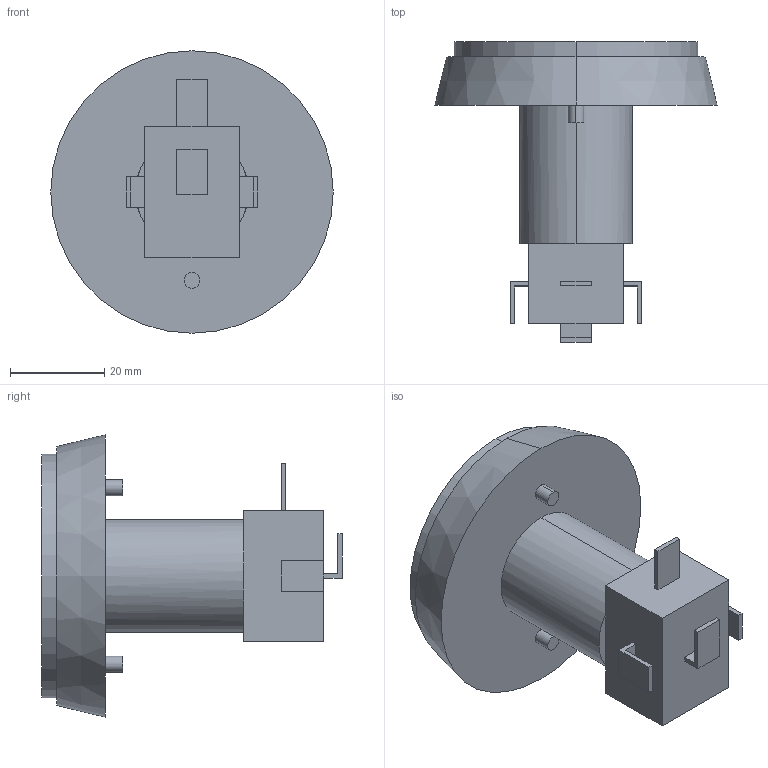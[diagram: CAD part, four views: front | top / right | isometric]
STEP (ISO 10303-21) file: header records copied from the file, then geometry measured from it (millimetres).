
FILE_DESCRIPTION (( 'STEP AP203' ), '1' );
FILE_NAME ('1-1 60mm Button.STEP', '2019-12-29T12:27:45', ( '' ), ( '' ), 'SwSTEP 2.0', 'SolidWorks 2018', '' );
FILE_SCHEMA (( 'CONFIG_CONTROL_DESIGN' ));
Length unit declared in the file: millimetre
Products named in the file (1): 1-1 60mm Button
Bounding box: 60 x 63.9 x 60 mm (x, y, z)
Volume: 56643.6 mm3; surface area: 12548.3 mm2
Topology: 1 solids, 1 shells, 50 faces, 116 edges, 76 vertices
Faces by surface type: plane 40, cylinder 8, cone 2
Entity records: 1489 total; most frequent: CARTESIAN_POINT 243, DIRECTION 242, ORIENTED_EDGE 232, EDGE_CURVE 116, LINE 92, VECTOR 92, VERTEX_POINT 76, AXIS2_PLACEMENT_3D 75
